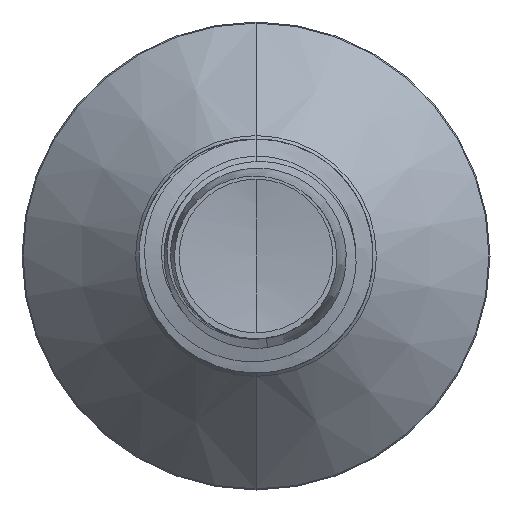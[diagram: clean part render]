
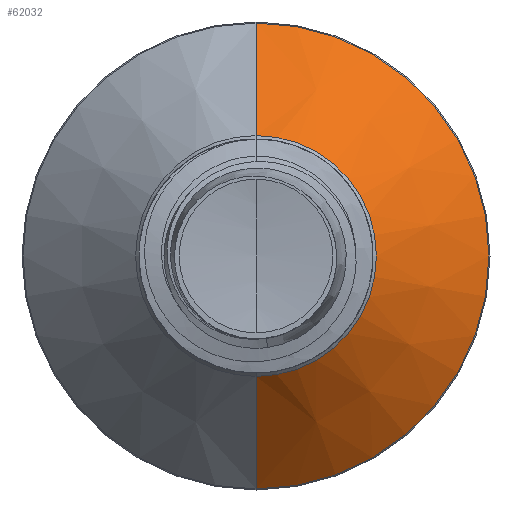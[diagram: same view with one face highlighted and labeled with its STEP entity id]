
A CAD part, front view. The second image highlights one B-rep face of the part: STEP entity #62032.
In plain terms, the highlighted conical face has half-angle 45 degrees and reference radius 3.088 mm.
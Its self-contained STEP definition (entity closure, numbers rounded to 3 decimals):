
#5045 = DIRECTION ( 'NONE',  ( 0., 0.707, -0.707 ) ) ;
#7302 = LINE ( 'NONE', #9998, #59414 ) ;
#9443 = VERTEX_POINT ( 'NONE', #20997 ) ;
#9881 = EDGE_CURVE ( 'NONE', #9443, #37486, #15059, .T. ) ;
#9998 = CARTESIAN_POINT ( 'NONE',  ( 0., 36.239, -3.089 ) ) ;
#12310 = ORIENTED_EDGE ( 'NONE', *, *, #47970, .T. ) ;
#12561 = CARTESIAN_POINT ( 'NONE',  ( 0., 39.124, -5.974 ) ) ;
#13021 = ORIENTED_EDGE ( 'NONE', *, *, #9881, .F. ) ;
#15059 = LINE ( 'NONE', #16451, #38031 ) ;
#16451 = CARTESIAN_POINT ( 'NONE',  ( 0., 36.239, 3.089 ) ) ;
#17052 = CIRCLE ( 'NONE', #48353, 3.089 ) ;
#20216 = ORIENTED_EDGE ( 'NONE', *, *, #53797, .F. ) ;
#20997 = CARTESIAN_POINT ( 'NONE',  ( 0., 36.239, 3.089 ) ) ;
#21119 = DIRECTION ( 'NONE',  ( 0., 1., 0. ) ) ;
#22790 = CARTESIAN_POINT ( 'NONE',  ( 0., 36.239, -3.089 ) ) ;
#24087 = EDGE_LOOP ( 'NONE', ( #12310, #38400, #20216, #13021 ) ) ;
#25068 = AXIS2_PLACEMENT_3D ( 'NONE', #57549, #28303, #62486 ) ;
#26986 = CIRCLE ( 'NONE', #25068, 5.974 ) ;
#28303 = DIRECTION ( 'NONE',  ( 0., 1., 0. ) ) ;
#28768 = DIRECTION ( 'NONE',  ( 0., 1., 0. ) ) ;
#37486 = VERTEX_POINT ( 'NONE', #38730 ) ;
#38031 = VECTOR ( 'NONE', #50686, 1000. ) ;
#38276 = VERTEX_POINT ( 'NONE', #12561 ) ;
#38400 = ORIENTED_EDGE ( 'NONE', *, *, #59858, .T. ) ;
#38730 = CARTESIAN_POINT ( 'NONE',  ( 0., 39.124, 5.974 ) ) ;
#41424 = VERTEX_POINT ( 'NONE', #22790 ) ;
#47970 = EDGE_CURVE ( 'NONE', #9443, #41424, #17052, .T. ) ;
#48353 = AXIS2_PLACEMENT_3D ( 'NONE', #50382, #21119, #55287 ) ;
#50382 = CARTESIAN_POINT ( 'NONE',  ( 0., 36.239, 0. ) ) ;
#50686 = DIRECTION ( 'NONE',  ( 0., 0.707, 0.707 ) ) ;
#53111 = DIRECTION ( 'NONE',  ( 0., 0., 1. ) ) ;
#53797 = EDGE_CURVE ( 'NONE', #37486, #38276, #26986, .T. ) ;
#55287 = DIRECTION ( 'NONE',  ( 0., 0., 1. ) ) ;
#57549 = CARTESIAN_POINT ( 'NONE',  ( 0., 39.124, 0. ) ) ;
#58022 = CARTESIAN_POINT ( 'NONE',  ( 0., 36.239, 0. ) ) ;
#58615 = CONICAL_SURFACE ( 'NONE', #62799, 3.089, 0.785 ) ;
#59414 = VECTOR ( 'NONE', #5045, 1000. ) ;
#59858 = EDGE_CURVE ( 'NONE', #41424, #38276, #7302, .T. ) ;
#60154 = FACE_OUTER_BOUND ( 'NONE', #24087, .T. ) ;
#62032 = ADVANCED_FACE ( 'NONE', ( #60154 ), #58615, .T. ) ;
#62486 = DIRECTION ( 'NONE',  ( 0., 0., 1. ) ) ;
#62799 = AXIS2_PLACEMENT_3D ( 'NONE', #58022, #28768, #53111 ) ;
